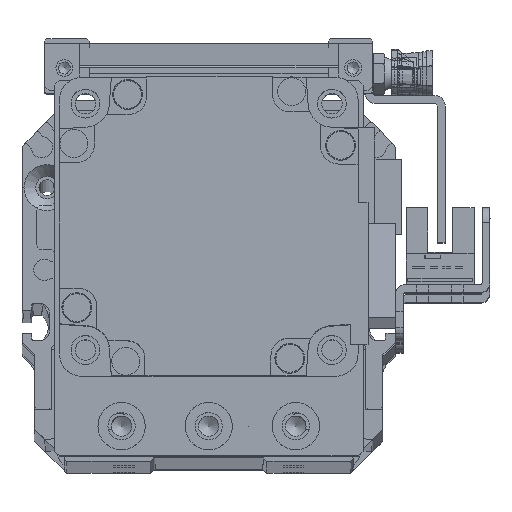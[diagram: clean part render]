
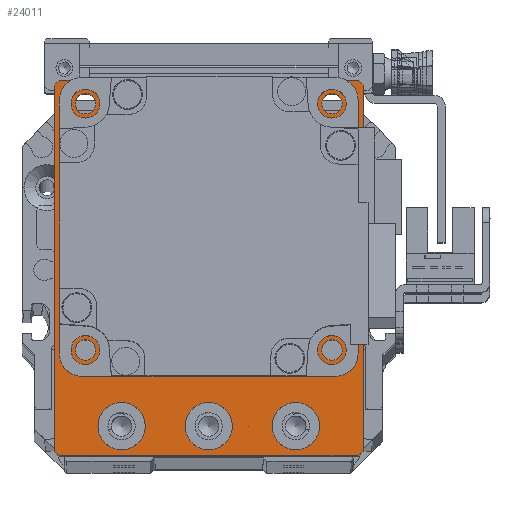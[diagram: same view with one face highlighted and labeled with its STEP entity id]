
A CAD part, top view. The second image highlights one B-rep face of the part: STEP entity #24011.
In plain terms, the highlighted planar face has unit normal (0, 0, 1).
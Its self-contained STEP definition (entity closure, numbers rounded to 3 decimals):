
#899=FACE_BOUND('',#4430,.T.);
#900=FACE_BOUND('',#4431,.T.);
#901=FACE_BOUND('',#4432,.T.);
#902=FACE_BOUND('',#4433,.T.);
#903=FACE_BOUND('',#4434,.T.);
#904=FACE_BOUND('',#4435,.T.);
#905=FACE_BOUND('',#4436,.T.);
#906=FACE_BOUND('',#4437,.T.);
#1462=PLANE('',#26858);
#2821=FACE_OUTER_BOUND('',#4429,.T.);
#4429=EDGE_LOOP('',(#21184,#21185,#21186,#21187,#21188,#21189,#21190,#21191));
#4430=EDGE_LOOP('',(#21192));
#4431=EDGE_LOOP('',(#21193));
#4432=EDGE_LOOP('',(#21194));
#4433=EDGE_LOOP('',(#21195));
#4434=EDGE_LOOP('',(#21196));
#4435=EDGE_LOOP('',(#21197));
#4436=EDGE_LOOP('',(#21198));
#4437=EDGE_LOOP('',(#21199));
#6393=LINE('',#41281,#8461);
#6395=LINE('',#41285,#8463);
#6398=LINE('',#41291,#8466);
#6399=LINE('',#41293,#8467);
#6400=LINE('',#41295,#8468);
#6401=LINE('',#41297,#8469);
#6402=LINE('',#41299,#8470);
#6403=LINE('',#41300,#8471);
#8461=VECTOR('',#33035,10.);
#8463=VECTOR('',#33039,10.);
#8466=VECTOR('',#33044,10.);
#8467=VECTOR('',#33045,10.);
#8468=VECTOR('',#33046,10.);
#8469=VECTOR('',#33047,10.);
#8470=VECTOR('',#33048,10.);
#8471=VECTOR('',#33049,10.);
#9825=CIRCLE('',#26859,25.);
#9826=CIRCLE('',#26860,2.067);
#9827=CIRCLE('',#26861,2.067);
#9828=CIRCLE('',#26862,2.067);
#9829=CIRCLE('',#26863,2.067);
#9830=CIRCLE('',#26864,4.75);
#9831=CIRCLE('',#26865,4.75);
#9832=CIRCLE('',#26866,4.75);
#11858=VERTEX_POINT('',#41278);
#11859=VERTEX_POINT('',#41280);
#11860=VERTEX_POINT('',#41284);
#11862=VERTEX_POINT('',#41290);
#11863=VERTEX_POINT('',#41292);
#11864=VERTEX_POINT('',#41294);
#11865=VERTEX_POINT('',#41296);
#11866=VERTEX_POINT('',#41298);
#11867=VERTEX_POINT('',#41301);
#11868=VERTEX_POINT('',#41303);
#11869=VERTEX_POINT('',#41305);
#11870=VERTEX_POINT('',#41307);
#11871=VERTEX_POINT('',#41309);
#11872=VERTEX_POINT('',#41311);
#11873=VERTEX_POINT('',#41313);
#11874=VERTEX_POINT('',#41315);
#15036=EDGE_CURVE('',#11859,#11858,#6393,.T.);
#15038=EDGE_CURVE('',#11859,#11860,#6395,.T.);
#15041=EDGE_CURVE('',#11862,#11858,#6398,.T.);
#15042=EDGE_CURVE('',#11862,#11863,#6399,.T.);
#15043=EDGE_CURVE('',#11864,#11863,#6400,.T.);
#15044=EDGE_CURVE('',#11864,#11865,#6401,.T.);
#15045=EDGE_CURVE('',#11866,#11865,#6402,.T.);
#15046=EDGE_CURVE('',#11866,#11860,#6403,.T.);
#15047=EDGE_CURVE('',#11867,#11867,#9825,.T.);
#15048=EDGE_CURVE('',#11868,#11868,#9826,.T.);
#15049=EDGE_CURVE('',#11869,#11869,#9827,.T.);
#15050=EDGE_CURVE('',#11870,#11870,#9828,.T.);
#15051=EDGE_CURVE('',#11871,#11871,#9829,.T.);
#15052=EDGE_CURVE('',#11872,#11872,#9830,.T.);
#15053=EDGE_CURVE('',#11873,#11873,#9831,.T.);
#15054=EDGE_CURVE('',#11874,#11874,#9832,.T.);
#21184=ORIENTED_EDGE('',*,*,#15038,.F.);
#21185=ORIENTED_EDGE('',*,*,#15036,.T.);
#21186=ORIENTED_EDGE('',*,*,#15041,.F.);
#21187=ORIENTED_EDGE('',*,*,#15042,.T.);
#21188=ORIENTED_EDGE('',*,*,#15043,.F.);
#21189=ORIENTED_EDGE('',*,*,#15044,.T.);
#21190=ORIENTED_EDGE('',*,*,#15045,.F.);
#21191=ORIENTED_EDGE('',*,*,#15046,.T.);
#21192=ORIENTED_EDGE('',*,*,#15047,.T.);
#21193=ORIENTED_EDGE('',*,*,#15048,.T.);
#21194=ORIENTED_EDGE('',*,*,#15049,.T.);
#21195=ORIENTED_EDGE('',*,*,#15050,.T.);
#21196=ORIENTED_EDGE('',*,*,#15051,.T.);
#21197=ORIENTED_EDGE('',*,*,#15052,.T.);
#21198=ORIENTED_EDGE('',*,*,#15053,.T.);
#21199=ORIENTED_EDGE('',*,*,#15054,.T.);
#24011=ADVANCED_FACE('',(#2821,#899,#900,#901,#902,#903,#904,#905,#906),
#1462,.T.);
#26858=AXIS2_PLACEMENT_3D('',#41289,#33042,#33043);
#26859=AXIS2_PLACEMENT_3D('',#41302,#33050,#33051);
#26860=AXIS2_PLACEMENT_3D('',#41304,#33052,#33053);
#26861=AXIS2_PLACEMENT_3D('',#41306,#33054,#33055);
#26862=AXIS2_PLACEMENT_3D('',#41308,#33056,#33057);
#26863=AXIS2_PLACEMENT_3D('',#41310,#33058,#33059);
#26864=AXIS2_PLACEMENT_3D('',#41312,#33060,#33061);
#26865=AXIS2_PLACEMENT_3D('',#41314,#33062,#33063);
#26866=AXIS2_PLACEMENT_3D('',#41316,#33064,#33065);
#33035=DIRECTION('',(1.,0.,0.));
#33039=DIRECTION('',(-0.707,0.707,0.));
#33042=DIRECTION('center_axis',(0.,0.,1.));
#33043=DIRECTION('ref_axis',(1.,0.,0.));
#33044=DIRECTION('',(-0.707,-0.707,0.));
#33045=DIRECTION('',(0.,1.,0.));
#33046=DIRECTION('',(0.707,-0.707,0.));
#33047=DIRECTION('',(-1.,0.,0.));
#33048=DIRECTION('',(0.707,0.707,0.));
#33049=DIRECTION('',(0.,-1.,0.));
#33050=DIRECTION('center_axis',(0.,0.,-1.));
#33051=DIRECTION('ref_axis',(1.,0.,0.));
#33052=DIRECTION('center_axis',(0.,0.,-1.));
#33053=DIRECTION('ref_axis',(1.,0.,0.));
#33054=DIRECTION('center_axis',(0.,0.,-1.));
#33055=DIRECTION('ref_axis',(1.,0.,0.));
#33056=DIRECTION('center_axis',(0.,0.,-1.));
#33057=DIRECTION('ref_axis',(1.,0.,0.));
#33058=DIRECTION('center_axis',(0.,0.,-1.));
#33059=DIRECTION('ref_axis',(1.,0.,0.));
#33060=DIRECTION('center_axis',(0.,0.,-1.));
#33061=DIRECTION('ref_axis',(1.,0.,0.));
#33062=DIRECTION('center_axis',(0.,0.,-1.));
#33063=DIRECTION('ref_axis',(1.,0.,0.));
#33064=DIRECTION('center_axis',(0.,0.,-1.));
#33065=DIRECTION('ref_axis',(1.,0.,0.));
#41278=CARTESIAN_POINT('',(30.,-37.75,59.));
#41280=CARTESIAN_POINT('',(-30.,-37.75,59.));
#41281=CARTESIAN_POINT('',(-31.,-37.75,59.));
#41284=CARTESIAN_POINT('',(-31.,-36.75,59.));
#41285=CARTESIAN_POINT('',(-32.188,-35.563,59.));
#41289=CARTESIAN_POINT('Origin',(0.,0.,
59.));
#41290=CARTESIAN_POINT('',(31.,-36.75,59.));
#41291=CARTESIAN_POINT('',(32.188,-35.563,59.));
#41292=CARTESIAN_POINT('',(31.,36.75,59.));
#41293=CARTESIAN_POINT('',(31.,-37.75,59.));
#41294=CARTESIAN_POINT('',(30.,37.75,59.));
#41295=CARTESIAN_POINT('',(32.188,35.563,59.));
#41296=CARTESIAN_POINT('',(-30.,37.75,59.));
#41297=CARTESIAN_POINT('',(31.,37.75,59.));
#41298=CARTESIAN_POINT('',(-31.,36.75,59.));
#41299=CARTESIAN_POINT('',(-32.188,35.563,59.));
#41300=CARTESIAN_POINT('',(-31.,37.75,59.));
#41301=CARTESIAN_POINT('',(-25.,8.25,59.));
#41302=CARTESIAN_POINT('Origin',(0.,8.25,59.));
#41303=CARTESIAN_POINT('',(22.682,-16.499,59.));
#41304=CARTESIAN_POINT('Origin',(24.749,-16.499,59.));
#41305=CARTESIAN_POINT('',(22.682,32.999,59.));
#41306=CARTESIAN_POINT('Origin',(24.749,32.999,59.));
#41307=CARTESIAN_POINT('',(-26.816,32.999,59.));
#41308=CARTESIAN_POINT('Origin',(-24.749,32.999,59.));
#41309=CARTESIAN_POINT('',(-26.816,-16.499,59.));
#41310=CARTESIAN_POINT('Origin',(-24.749,-16.499,59.));
#41311=CARTESIAN_POINT('',(12.75,-31.75,59.));
#41312=CARTESIAN_POINT('Origin',(17.5,-31.75,59.));
#41313=CARTESIAN_POINT('',(-4.75,-31.75,59.));
#41314=CARTESIAN_POINT('Origin',(0.,-31.75,59.));
#41315=CARTESIAN_POINT('',(-22.25,-31.75,59.));
#41316=CARTESIAN_POINT('Origin',(-17.5,-31.75,59.));
